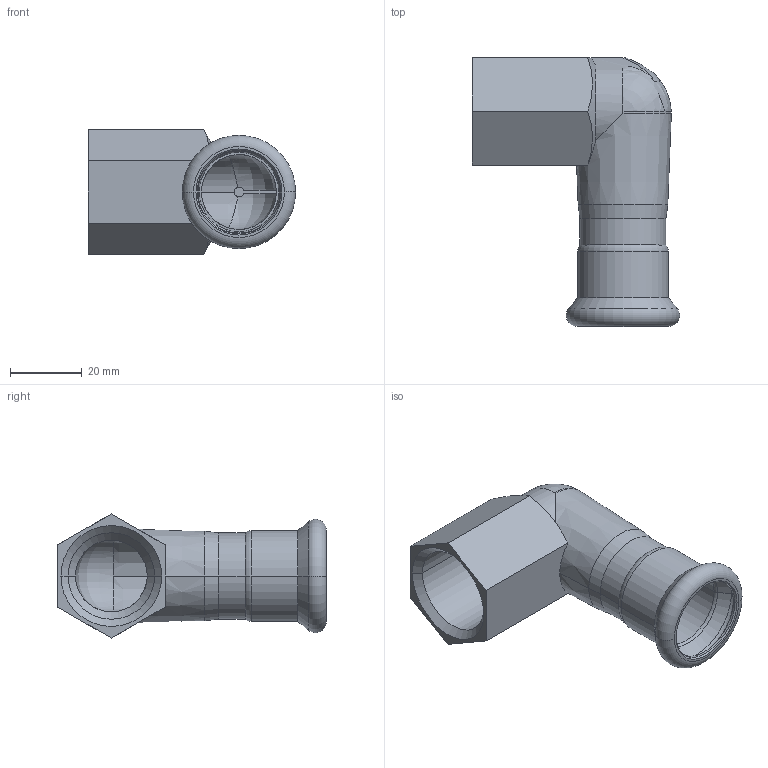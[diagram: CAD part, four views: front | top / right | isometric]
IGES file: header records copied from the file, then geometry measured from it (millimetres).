
Global section: file name: No Iges File Name specified; native system: Autodesk Inventor 2011; preprocessor: AutoDesk Inventor Iges Exporter R2011; author: bruh; date: 20110606.152104; units: millimetre
Bounding box: 57.8 x 75 x 34.64 mm (x, y, z)
Volume: 23410.6 mm3; surface area: 16921.8 mm2
Topology: 1 solids, 1 shells, 65 faces, 159 edges, 93 vertices
Faces by surface type: revolution 19, plane 14, bspline 9, cone 8, cylinder 7, torus 6, sphere 2
